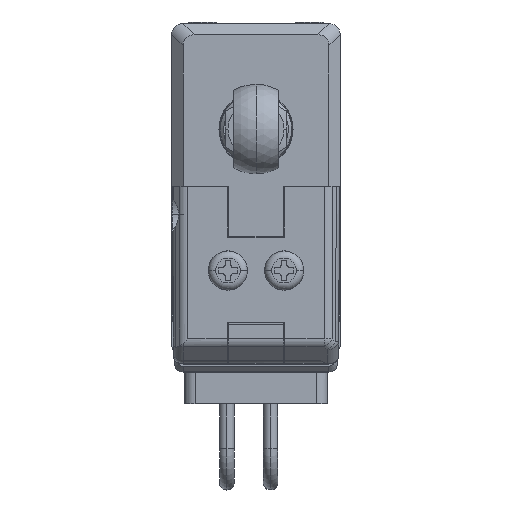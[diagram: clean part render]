
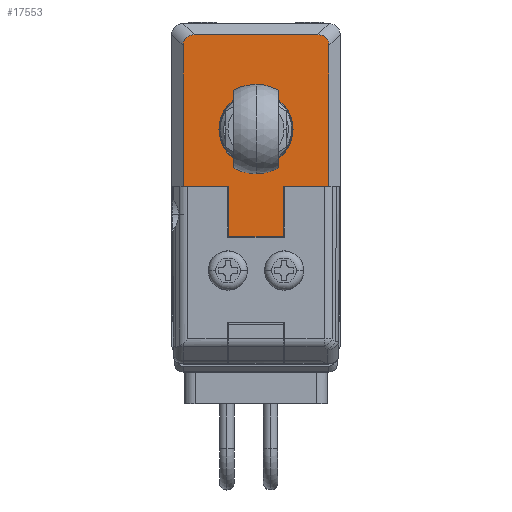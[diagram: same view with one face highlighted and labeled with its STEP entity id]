
A CAD part, top view. The second image highlights one B-rep face of the part: STEP entity #17553.
In plain terms, the highlighted planar face has unit normal (0, 0, 1).
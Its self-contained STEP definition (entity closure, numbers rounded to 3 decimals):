
#466 = VECTOR ( 'NONE', #9849, 1000. ) ;
#486 = VERTEX_POINT ( 'NONE', #41559 ) ;
#2477 = EDGE_CURVE ( 'NONE', #48373, #18442, #6036, .T. ) ;
#3606 = VERTEX_POINT ( 'NONE', #32749 ) ;
#3851 = DIRECTION ( 'NONE',  ( 1., 0., 0. ) ) ;
#4103 = CARTESIAN_POINT ( 'NONE',  ( 6., -6.138, 22. ) ) ;
#4111 = CARTESIAN_POINT ( 'NONE',  ( 6., -5.51, 22. ) ) ;
#4431 = DIRECTION ( 'NONE',  ( 0., 0., 1. ) ) ;
#4586 = CARTESIAN_POINT ( 'NONE',  ( -7.5, 7.5, 22. ) ) ;
#5256 = VERTEX_POINT ( 'NONE', #30952 ) ;
#5766 = VERTEX_POINT ( 'NONE', #4111 ) ;
#6036 = LINE ( 'NONE', #38301, #50312 ) ;
#6817 = CARTESIAN_POINT ( 'NONE',  ( 6., -5.51, 22. ) ) ;
#7114 = DIRECTION ( 'NONE',  ( -1., 0., 0. ) ) ;
#9261 = AXIS2_PLACEMENT_3D ( 'NONE', #36147, #4431, #3851 ) ;
#9499 = DIRECTION ( 'NONE',  ( 0., 0., 1. ) ) ;
#9849 = DIRECTION ( 'NONE',  ( -1., 0., 0. ) ) ;
#10242 =( BOUNDED_CURVE ( )  B_SPLINE_CURVE ( 3, ( #44830, #53955, #45127, #40297 ),
 .UNSPECIFIED., .F., .T. ) 
 B_SPLINE_CURVE_WITH_KNOTS ( ( 4, 4 ),
 ( 5.76, 6.807 ),
 .UNSPECIFIED. ) 
 CURVE ( )  GEOMETRIC_REPRESENTATION_ITEM ( )  RATIONAL_B_SPLINE_CURVE ( ( 1., 0.911, 0.911, 1. ) ) 
 REPRESENTATION_ITEM ( '' )  );
#10608 = DIRECTION ( 'NONE',  ( 0., 0., 1. ) ) ;
#10827 = ORIENTED_EDGE ( 'NONE', *, *, #23552, .F. ) ;
#11239 = LINE ( 'NONE', #57154, #50487 ) ;
#11726 = LINE ( 'NONE', #44541, #22503 ) ;
#11764 = CARTESIAN_POINT ( 'NONE',  ( -7.5, 2.45, 22. ) ) ;
#13088 = EDGE_CURVE ( 'NONE', #33397, #18442, #51225, .T. ) ;
#13708 = ORIENTED_EDGE ( 'NONE', *, *, #30154, .F. ) ;
#14027 = EDGE_CURVE ( 'NONE', #3606, #486, #32600, .T. ) ;
#14060 = DIRECTION ( 'NONE',  ( 0., 1., 0. ) ) ;
#14830 = CARTESIAN_POINT ( 'NONE',  ( -7.5, -6.5, 22. ) ) ;
#15197 = CARTESIAN_POINT ( 'NONE',  ( -2.42, 0., 22. ) ) ;
#16495 = AXIS2_PLACEMENT_3D ( 'NONE', #15197, #10608, #38628 ) ;
#17553 = ADVANCED_FACE ( 'NONE', ( #47539, #42687 ), #25528, .T. ) ;
#17783 = LINE ( 'NONE', #41219, #46650 ) ;
#18045 = EDGE_CURVE ( 'NONE', #23726, #22058, #11726, .T. ) ;
#18442 = VERTEX_POINT ( 'NONE', #26800 ) ;
#19254 = EDGE_CURVE ( 'NONE', #5256, #5766, #29296, .T. ) ;
#19378 = ORIENTED_EDGE ( 'NONE', *, *, #18045, .T. ) ;
#19410 = EDGE_CURVE ( 'NONE', #45049, #23726, #10242, .T. ) ;
#20668 = DIRECTION ( 'NONE',  ( 0., 1., 0. ) ) ;
#20942 = EDGE_CURVE ( 'NONE', #27661, #48373, #23019, .T. ) ;
#22058 = VERTEX_POINT ( 'NONE', #55437 ) ;
#22210 = LINE ( 'NONE', #40807, #50789 ) ;
#22503 = VECTOR ( 'NONE', #7114, 1000. ) ;
#22792 = DIRECTION ( 'NONE',  ( 0., 1., 0. ) ) ;
#23019 = LINE ( 'NONE', #37070, #47354 ) ;
#23552 = EDGE_CURVE ( 'NONE', #33397, #22058, #11239, .T. ) ;
#23726 = VERTEX_POINT ( 'NONE', #25805 ) ;
#24283 = EDGE_CURVE ( 'NONE', #35014, #5256, #17783, .T. ) ;
#25237 = ORIENTED_EDGE ( 'NONE', *, *, #20942, .F. ) ;
#25528 = PLANE ( 'NONE',  #36153 ) ;
#25805 = CARTESIAN_POINT ( 'NONE',  ( 5.01, 6.5, 22. ) ) ;
#26800 = CARTESIAN_POINT ( 'NONE',  ( -12., 2.45, 22. ) ) ;
#27122 = CIRCLE ( 'NONE', #16495, 3.3 ) ;
#27661 = VERTEX_POINT ( 'NONE', #29133 ) ;
#27702 = LINE ( 'NONE', #4586, #48434 ) ;
#29133 = CARTESIAN_POINT ( 'NONE',  ( -7.5, -2.45, 22. ) ) ;
#29238 = ORIENTED_EDGE ( 'NONE', *, *, #24283, .T. ) ;
#29296 =( BOUNDED_CURVE ( )  B_SPLINE_CURVE ( 3, ( #33354, #51867, #4103, #6817 ),
 .UNSPECIFIED., .F., .F. ) 
 B_SPLINE_CURVE_WITH_KNOTS ( ( 4, 4 ),
 ( 5.76, 6.807 ),
 .UNSPECIFIED. ) 
 CURVE ( )  GEOMETRIC_REPRESENTATION_ITEM ( )  RATIONAL_B_SPLINE_CURVE ( ( 1., 0.911, 0.911, 1. ) ) 
 REPRESENTATION_ITEM ( '' )  );
#30154 = EDGE_CURVE ( 'NONE', #35014, #27661, #27702, .T. ) ;
#30809 = EDGE_CURVE ( 'NONE', #486, #3606, #27122, .T. ) ;
#30952 = CARTESIAN_POINT ( 'NONE',  ( 5.01, -6.5, 22. ) ) ;
#32600 = CIRCLE ( 'NONE', #9261, 3.3 ) ;
#32749 = CARTESIAN_POINT ( 'NONE',  ( 0.88, 0., 22. ) ) ;
#33354 = CARTESIAN_POINT ( 'NONE',  ( 5.01, -6.5, 22. ) ) ;
#33397 = VERTEX_POINT ( 'NONE', #11764 ) ;
#33997 = EDGE_CURVE ( 'NONE', #5766, #45049, #22210, .T. ) ;
#35014 = VERTEX_POINT ( 'NONE', #14830 ) ;
#36147 = CARTESIAN_POINT ( 'NONE',  ( -2.42, 0., 22. ) ) ;
#36153 = AXIS2_PLACEMENT_3D ( 'NONE', #37838, #9499, #46930 ) ;
#37070 = CARTESIAN_POINT ( 'NONE',  ( -7.2, -2.45, 22. ) ) ;
#37332 = EDGE_LOOP ( 'NONE', ( #40037, #57145, #19378, #10827, #59849, #42270, #25237, #13708, #29238, #57911 ) ) ;
#37838 = CARTESIAN_POINT ( 'NONE',  ( -7.5, -7.5, 22. ) ) ;
#38301 = CARTESIAN_POINT ( 'NONE',  ( -12., 2.45, 22. ) ) ;
#38628 = DIRECTION ( 'NONE',  ( 1., 0., 0. ) ) ;
#39166 = EDGE_LOOP ( 'NONE', ( #51313, #48707 ) ) ;
#40037 = ORIENTED_EDGE ( 'NONE', *, *, #33997, .T. ) ;
#40297 = CARTESIAN_POINT ( 'NONE',  ( 5.01, 6.5, 22. ) ) ;
#40807 = CARTESIAN_POINT ( 'NONE',  ( 6., 7.5, 22. ) ) ;
#41219 = CARTESIAN_POINT ( 'NONE',  ( 7., -6.5, 22. ) ) ;
#41521 = CARTESIAN_POINT ( 'NONE',  ( -12., -2.45, 22. ) ) ;
#41559 = CARTESIAN_POINT ( 'NONE',  ( -5.72, 0., 22. ) ) ;
#42270 = ORIENTED_EDGE ( 'NONE', *, *, #2477, .F. ) ;
#42687 = FACE_OUTER_BOUND ( 'NONE', #37332, .T. ) ;
#43013 = CARTESIAN_POINT ( 'NONE',  ( -7.2, 2.45, 22. ) ) ;
#44541 = CARTESIAN_POINT ( 'NONE',  ( -7.5, 6.5, 22. ) ) ;
#44830 = CARTESIAN_POINT ( 'NONE',  ( 6., 5.51, 22. ) ) ;
#45049 = VERTEX_POINT ( 'NONE', #51190 ) ;
#45127 = CARTESIAN_POINT ( 'NONE',  ( 5.638, 6.5, 22. ) ) ;
#45851 = DIRECTION ( 'NONE',  ( -1., 0., 0. ) ) ;
#46650 = VECTOR ( 'NONE', #55182, 1000. ) ;
#46930 = DIRECTION ( 'NONE',  ( 1., 0., 0. ) ) ;
#47354 = VECTOR ( 'NONE', #45851, 1000. ) ;
#47539 = FACE_BOUND ( 'NONE', #39166, .T. ) ;
#48373 = VERTEX_POINT ( 'NONE', #41521 ) ;
#48434 = VECTOR ( 'NONE', #14060, 1000. ) ;
#48707 = ORIENTED_EDGE ( 'NONE', *, *, #30809, .F. ) ;
#50312 = VECTOR ( 'NONE', #57110, 1000. ) ;
#50487 = VECTOR ( 'NONE', #20668, 1000. ) ;
#50789 = VECTOR ( 'NONE', #22792, 1000. ) ;
#51190 = CARTESIAN_POINT ( 'NONE',  ( 6., 5.51, 22. ) ) ;
#51225 = LINE ( 'NONE', #43013, #466 ) ;
#51313 = ORIENTED_EDGE ( 'NONE', *, *, #14027, .F. ) ;
#51867 = CARTESIAN_POINT ( 'NONE',  ( 5.638, -6.5, 22. ) ) ;
#53955 = CARTESIAN_POINT ( 'NONE',  ( 6., 6.138, 22. ) ) ;
#55182 = DIRECTION ( 'NONE',  ( 1., 0., 0. ) ) ;
#55437 = CARTESIAN_POINT ( 'NONE',  ( -7.5, 6.5, 22. ) ) ;
#57110 = DIRECTION ( 'NONE',  ( 0., 1., 0. ) ) ;
#57145 = ORIENTED_EDGE ( 'NONE', *, *, #19410, .T. ) ;
#57154 = CARTESIAN_POINT ( 'NONE',  ( -7.5, 7.5, 22. ) ) ;
#57911 = ORIENTED_EDGE ( 'NONE', *, *, #19254, .T. ) ;
#59849 = ORIENTED_EDGE ( 'NONE', *, *, #13088, .T. ) ;
